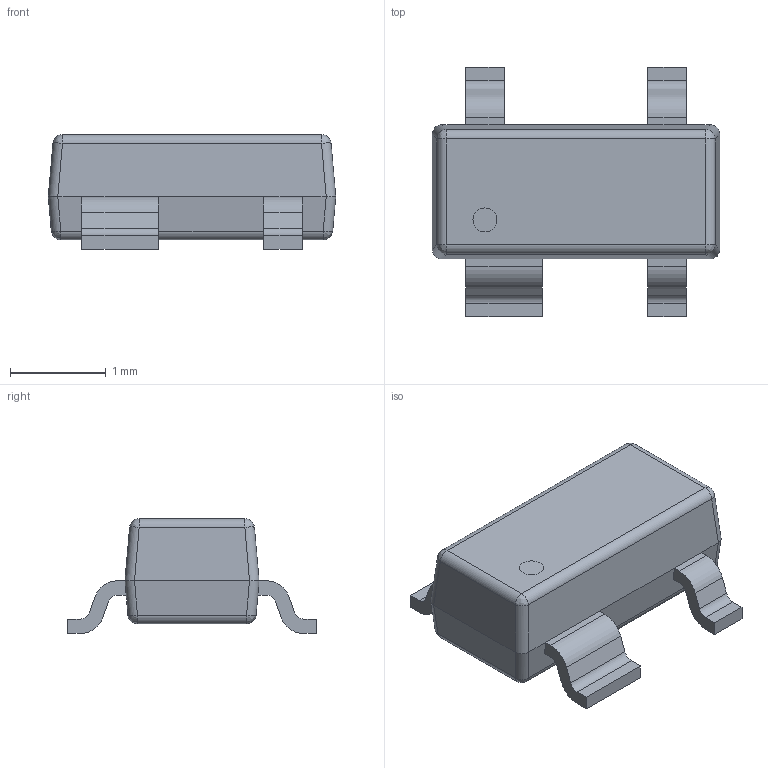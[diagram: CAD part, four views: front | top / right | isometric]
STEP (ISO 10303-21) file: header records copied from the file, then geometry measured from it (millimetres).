
FILE_DESCRIPTION(('STEP AP214'), '1');
FILE_NAME('TO-253AA', '', ('UNSPECIFIED'), ('UNSPECIFIED'), 'ASCON STEP Converter 1.3', 'ASCON Math Kernel', '');
FILE_SCHEMA(('AUTOMOTIVE_DESIGN { 1 0 10303 214 3 1 1}'));
Length unit declared in the file: millimetre
Bounding box: 3 x 2.6 x 1.2 mm (x, y, z)
Volume: 4.6 mm3; surface area: 20.6 mm2
Topology: 1 solids, 1 shells, 87 faces, 237 edges, 149 vertices
Faces by surface type: plane 47, cylinder 32, bspline 8
Entity records: 3503 total; most frequent: CARTESIAN_POINT 618, DIRECTION 442, ORIENTED_EDGE 426, EDGE_CURVE 213, LINE 168, VECTOR 168, AXIS2_PLACEMENT_3D 137, VERTEX_POINT 129
